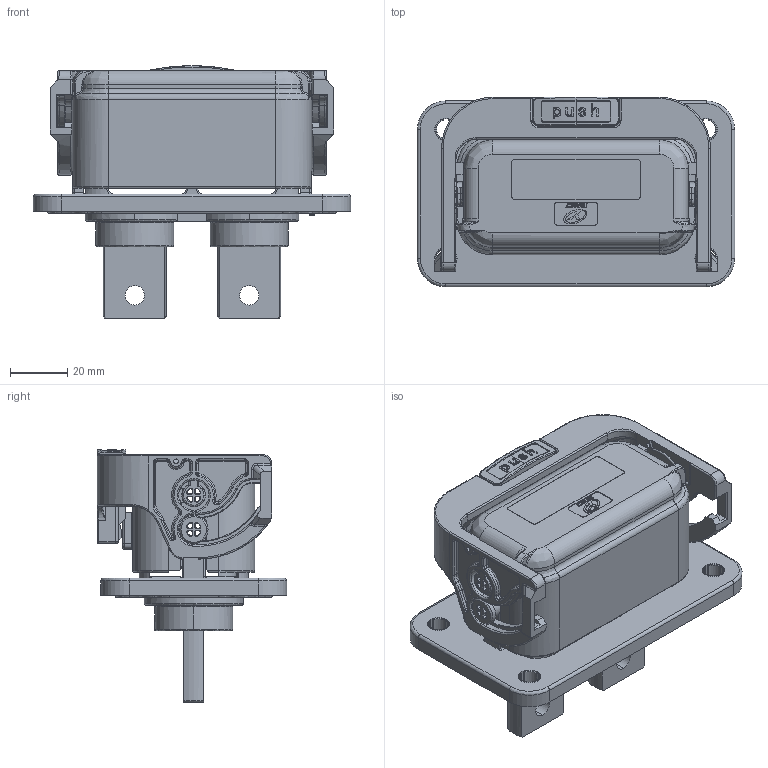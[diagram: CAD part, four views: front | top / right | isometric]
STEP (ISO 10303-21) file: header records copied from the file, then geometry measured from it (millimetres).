
FILE_DESCRIPTION (( 'STEP AP214' ), '1' );
FILE_NAME ('YG1130.STEP', '2018-07-04T01:32:30', ( '' ), ( '' ), 'SwSTEP 2.0', 'SolidWorks 2012', '' );
FILE_SCHEMA (( 'AUTOMOTIVE_DESIGN' ));
Length unit declared in the file: millimetre
Products named in the file (1): YG1130
Bounding box: 111 x 66.25 x 88.26 mm (x, y, z)
Surface area: 59896.8 mm2 (no closed solid volume)
Topology: 0 solids, 24 shells, 1712 faces, 5302 edges, 3528 vertices
Faces by surface type: cylinder 735, bspline 485, plane 414, cone 78
Entity records: 93261 total; most frequent: CARTESIAN_POINT 31252, ORIENTED_EDGE 9090, DIRECTION 8230, EDGE_CURVE 5301, VERTEX_POINT 3528, AXIS2_PLACEMENT_3D 2916, LINE 2398, VECTOR 2398
